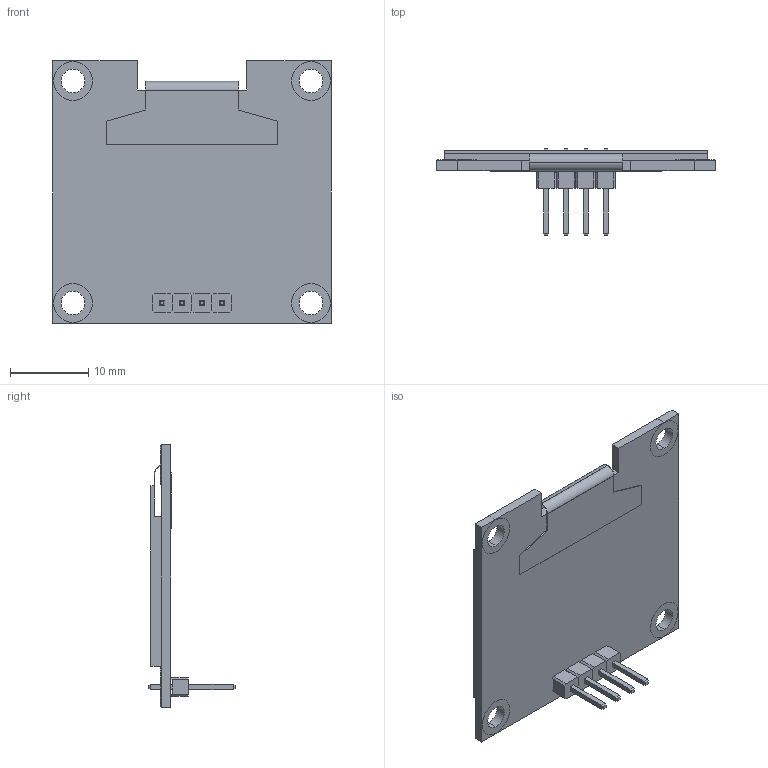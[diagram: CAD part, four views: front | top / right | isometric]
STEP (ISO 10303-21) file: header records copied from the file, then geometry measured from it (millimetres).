
FILE_DESCRIPTION (( 'STEP AP214' ), '1' );
FILE_NAME ('OLED+pines.STEP', '2022-02-11T12:59:05', ( '' ), ( '' ), 'SwSTEP 2.0', 'SolidWorks 2017', '' );
FILE_SCHEMA (( 'AUTOMOTIVE_DESIGN' ));
Length unit declared in the file: millimetre
Products named in the file (3): oled; OLED+pines; pin - copia
Assembly tree (5 placements, depth 2):
  OLED+pines
    oled
    pin - copia  x4
Bounding box: 35.65 x 11.1 x 33.6 mm (x, y, z)
Volume: 2319.9 mm3; surface area: 4953.8 mm2
Topology: 19 solids, 19 shells, 210 faces, 468 edges, 296 vertices
Faces by surface type: plane 174, cylinder 36
Entity records: 3370 total; most frequent: DIRECTION 556, CARTESIAN_POINT 532, ORIENTED_EDGE 504, EDGE_CURVE 252, AXIS2_PLACEMENT_3D 188, VECTOR 180, LINE 180, VERTEX_POINT 164
